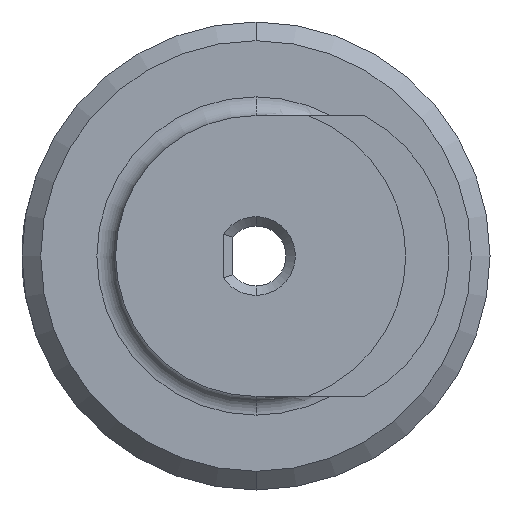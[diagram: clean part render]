
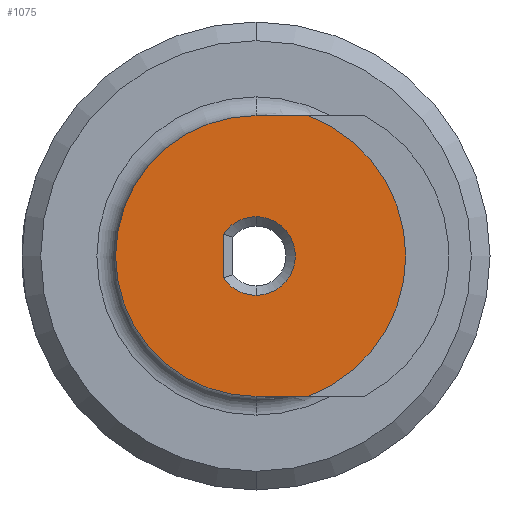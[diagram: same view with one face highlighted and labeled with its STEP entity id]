
A CAD part, front view. The second image highlights one B-rep face of the part: STEP entity #1075.
In plain terms, the highlighted planar face has unit normal (0, -1, 0).
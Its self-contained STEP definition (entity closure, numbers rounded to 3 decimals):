
#25 = DIRECTION ( 'NONE',  ( 0., 0., -1. ) ) ;
#28 = VECTOR ( 'NONE', #1232, 1000. ) ;
#36 = ORIENTED_EDGE ( 'NONE', *, *, #268, .T. ) ;
#43 = CARTESIAN_POINT ( 'NONE',  ( 0., -2.2, -7.5 ) ) ;
#59 = EDGE_CURVE ( 'NONE', #1249, #1267, #904, .T. ) ;
#70 = EDGE_LOOP ( 'NONE', ( #565, #974, #36, #1066 ) ) ;
#85 = VECTOR ( 'NONE', #1118, 1000. ) ;
#87 = CARTESIAN_POINT ( 'NONE',  ( -1.75, -2.2, 1.161 ) ) ;
#172 = CARTESIAN_POINT ( 'NONE',  ( 0., -2.2, 0. ) ) ;
#183 = CIRCLE ( 'NONE', #253, 2.1 ) ;
#202 = DIRECTION ( 'NONE',  ( 0., 0., 1. ) ) ;
#251 = CARTESIAN_POINT ( 'NONE',  ( 0., -2.2, 0. ) ) ;
#253 = AXIS2_PLACEMENT_3D ( 'NONE', #612, #793, #399 ) ;
#268 = EDGE_CURVE ( 'NONE', #1267, #721, #1073, .T. ) ;
#278 = VERTEX_POINT ( 'NONE', #564 ) ;
#309 = CIRCLE ( 'NONE', #962, 7.5 ) ;
#337 = DIRECTION ( 'NONE',  ( 0., -1., 0. ) ) ;
#344 = AXIS2_PLACEMENT_3D ( 'NONE', #797, #876, #1274 ) ;
#352 = DIRECTION ( 'NONE',  ( 0., 0., -1. ) ) ;
#363 = ORIENTED_EDGE ( 'NONE', *, *, #1046, .T. ) ;
#374 = CARTESIAN_POINT ( 'NONE',  ( 0., -2.2, -2.1 ) ) ;
#382 = DIRECTION ( 'NONE',  ( 0., 1., 0. ) ) ;
#399 = DIRECTION ( 'NONE',  ( 0., 0., -1. ) ) ;
#420 = EDGE_CURVE ( 'NONE', #1168, #1249, #183, .T. ) ;
#443 = EDGE_CURVE ( 'NONE', #721, #1168, #1094, .T. ) ;
#450 = CARTESIAN_POINT ( 'NONE',  ( 0., -2.2, 0. ) ) ;
#451 = CIRCLE ( 'NONE', #1170, 8. ) ;
#487 = VERTEX_POINT ( 'NONE', #649 ) ;
#527 = AXIS2_PLACEMENT_3D ( 'NONE', #172, #382, #1145 ) ;
#551 = CARTESIAN_POINT ( 'NONE',  ( 0., -2.2, 7.5 ) ) ;
#564 = CARTESIAN_POINT ( 'NONE',  ( 2.784, -2.2, -7.5 ) ) ;
#565 = ORIENTED_EDGE ( 'NONE', *, *, #420, .T. ) ;
#576 = ORIENTED_EDGE ( 'NONE', *, *, #1013, .T. ) ;
#588 = VERTEX_POINT ( 'NONE', #551 ) ;
#612 = CARTESIAN_POINT ( 'NONE',  ( 0., -2.2, 0. ) ) ;
#640 = CARTESIAN_POINT ( 'NONE',  ( 0., -2.2, 7.5 ) ) ;
#649 = CARTESIAN_POINT ( 'NONE',  ( 2.784, -2.2, 7.5 ) ) ;
#650 = FACE_BOUND ( 'NONE', #70, .T. ) ;
#657 = EDGE_LOOP ( 'NONE', ( #576, #363, #802, #976 ) ) ;
#663 = CARTESIAN_POINT ( 'NONE',  ( -1.75, -2.2, -1.161 ) ) ;
#675 = VECTOR ( 'NONE', #202, 1000. ) ;
#721 = VERTEX_POINT ( 'NONE', #663 ) ;
#725 = LINE ( 'NONE', #818, #85 ) ;
#728 = CARTESIAN_POINT ( 'NONE',  ( 0., -2.2, 0. ) ) ;
#793 = DIRECTION ( 'NONE',  ( 0., 1., 0. ) ) ;
#797 = CARTESIAN_POINT ( 'NONE',  ( 0., -2.2, 0. ) ) ;
#800 = CARTESIAN_POINT ( 'NONE',  ( -1.75, -2.2, 0.999 ) ) ;
#802 = ORIENTED_EDGE ( 'NONE', *, *, #1035, .F. ) ;
#818 = CARTESIAN_POINT ( 'NONE',  ( 0., -2.2, -7.5 ) ) ;
#820 = EDGE_CURVE ( 'NONE', #588, #856, #309, .T. ) ;
#837 = LINE ( 'NONE', #640, #28 ) ;
#856 = VERTEX_POINT ( 'NONE', #43 ) ;
#876 = DIRECTION ( 'NONE',  ( 0., 1., 0. ) ) ;
#904 = CIRCLE ( 'NONE', #344, 2.1 ) ;
#907 = AXIS2_PLACEMENT_3D ( 'NONE', #450, #337, #352 ) ;
#962 = AXIS2_PLACEMENT_3D ( 'NONE', #728, #994, #25 ) ;
#974 = ORIENTED_EDGE ( 'NONE', *, *, #59, .T. ) ;
#976 = ORIENTED_EDGE ( 'NONE', *, *, #820, .T. ) ;
#994 = DIRECTION ( 'NONE',  ( 0., -1., 0. ) ) ;
#1013 = EDGE_CURVE ( 'NONE', #856, #278, #725, .T. ) ;
#1034 = DIRECTION ( 'NONE',  ( 0., -1., 0. ) ) ;
#1035 = EDGE_CURVE ( 'NONE', #588, #487, #837, .T. ) ;
#1037 = FACE_OUTER_BOUND ( 'NONE', #657, .T. ) ;
#1046 = EDGE_CURVE ( 'NONE', #278, #487, #451, .T. ) ;
#1066 = ORIENTED_EDGE ( 'NONE', *, *, #443, .T. ) ;
#1073 = CIRCLE ( 'NONE', #527, 2.1 ) ;
#1075 = ADVANCED_FACE ( 'NONE', ( #650, #1037 ), #1221, .T. ) ;
#1094 = LINE ( 'NONE', #800, #675 ) ;
#1118 = DIRECTION ( 'NONE',  ( 1., 0., 0. ) ) ;
#1133 = DIRECTION ( 'NONE',  ( 0., 0., -1. ) ) ;
#1145 = DIRECTION ( 'NONE',  ( 0., 0., -1. ) ) ;
#1150 = CARTESIAN_POINT ( 'NONE',  ( 0., -2.2, 2.1 ) ) ;
#1168 = VERTEX_POINT ( 'NONE', #87 ) ;
#1170 = AXIS2_PLACEMENT_3D ( 'NONE', #251, #1034, #1133 ) ;
#1221 = PLANE ( 'NONE',  #907 ) ;
#1232 = DIRECTION ( 'NONE',  ( 1., 0., 0. ) ) ;
#1249 = VERTEX_POINT ( 'NONE', #1150 ) ;
#1267 = VERTEX_POINT ( 'NONE', #374 ) ;
#1274 = DIRECTION ( 'NONE',  ( 0., 0., -1. ) ) ;
